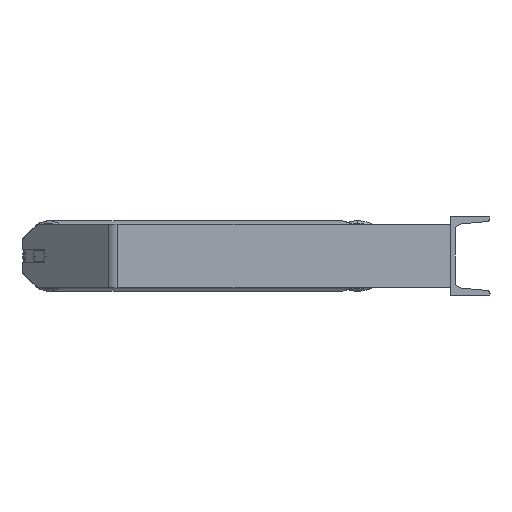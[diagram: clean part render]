
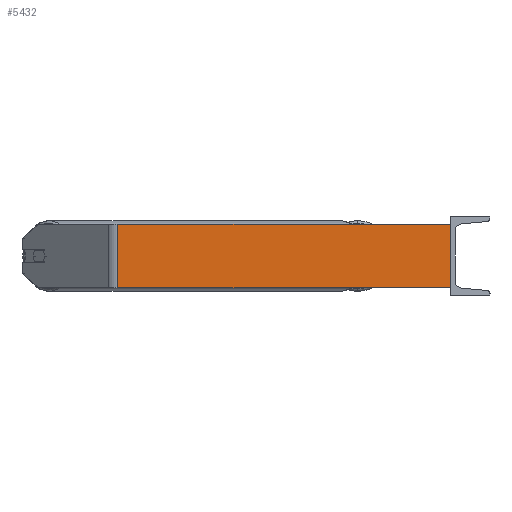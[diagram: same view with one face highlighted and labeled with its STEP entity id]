
A CAD part, left-side view. The second image highlights one B-rep face of the part: STEP entity #5432.
In plain terms, the highlighted planar face has unit normal (-1, 0, 0).
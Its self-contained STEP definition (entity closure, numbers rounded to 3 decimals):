
#47 = CARTESIAN_POINT ( 'NONE',  ( -785., 0., -40. ) ) ;
#201 = VECTOR ( 'NONE', #5666, 1000. ) ;
#393 = DIRECTION ( 'NONE',  ( 0., -1., 0. ) ) ;
#589 = CARTESIAN_POINT ( 'NONE',  ( -785., 426.202, -40. ) ) ;
#613 = ORIENTED_EDGE ( 'NONE', *, *, #5279, .T. ) ;
#641 = CARTESIAN_POINT ( 'NONE',  ( -785., 0., 40. ) ) ;
#821 = FACE_OUTER_BOUND ( 'NONE', #2456, .T. ) ;
#919 = DIRECTION ( 'NONE',  ( 0., 1., 0. ) ) ;
#1025 = ORIENTED_EDGE ( 'NONE', *, *, #4121, .F. ) ;
#1461 = CARTESIAN_POINT ( 'NONE',  ( -785., 419.575, -40. ) ) ;
#1609 = CARTESIAN_POINT ( 'NONE',  ( -785., 426.202, 40. ) ) ;
#2456 = EDGE_LOOP ( 'NONE', ( #3081, #1025, #3892, #613 ) ) ;
#3081 = ORIENTED_EDGE ( 'NONE', *, *, #8379, .T. ) ;
#3452 = CARTESIAN_POINT ( 'NONE',  ( -785., 0., 40. ) ) ;
#3892 = ORIENTED_EDGE ( 'NONE', *, *, #4096, .F. ) ;
#3983 = VERTEX_POINT ( 'NONE', #5446 ) ;
#4096 = EDGE_CURVE ( 'NONE', #3983, #4679, #7056, .T. ) ;
#4121 = EDGE_CURVE ( 'NONE', #4679, #7818, #5575, .T. ) ;
#4329 = CARTESIAN_POINT ( 'NONE',  ( -785., 419.575, 40. ) ) ;
#4679 = VERTEX_POINT ( 'NONE', #3452 ) ;
#4999 = VECTOR ( 'NONE', #8975, 1000. ) ;
#5279 = EDGE_CURVE ( 'NONE', #3983, #8326, #5846, .T. ) ;
#5321 = VECTOR ( 'NONE', #8616, 1000. ) ;
#5432 = ADVANCED_FACE ( 'NONE', ( #821 ), #6284, .F. ) ;
#5446 = CARTESIAN_POINT ( 'NONE',  ( -785., 419.575, 40. ) ) ;
#5483 = CARTESIAN_POINT ( 'NONE',  ( -785., 426.202, 40. ) ) ;
#5575 = LINE ( 'NONE', #641, #201 ) ;
#5621 = DIRECTION ( 'NONE',  ( 1., 0., 0. ) ) ;
#5666 = DIRECTION ( 'NONE',  ( 0., 0., -1. ) ) ;
#5792 = VECTOR ( 'NONE', #393, 1000. ) ;
#5846 = LINE ( 'NONE', #4329, #5321 ) ;
#6284 = PLANE ( 'NONE',  #6608 ) ;
#6608 = AXIS2_PLACEMENT_3D ( 'NONE', #1609, #5621, #919 ) ;
#6825 = LINE ( 'NONE', #589, #5792 ) ;
#7056 = LINE ( 'NONE', #5483, #4999 ) ;
#7818 = VERTEX_POINT ( 'NONE', #47 ) ;
#8326 = VERTEX_POINT ( 'NONE', #1461 ) ;
#8379 = EDGE_CURVE ( 'NONE', #8326, #7818, #6825, .T. ) ;
#8616 = DIRECTION ( 'NONE',  ( 0., 0., -1. ) ) ;
#8975 = DIRECTION ( 'NONE',  ( 0., -1., 0. ) ) ;
